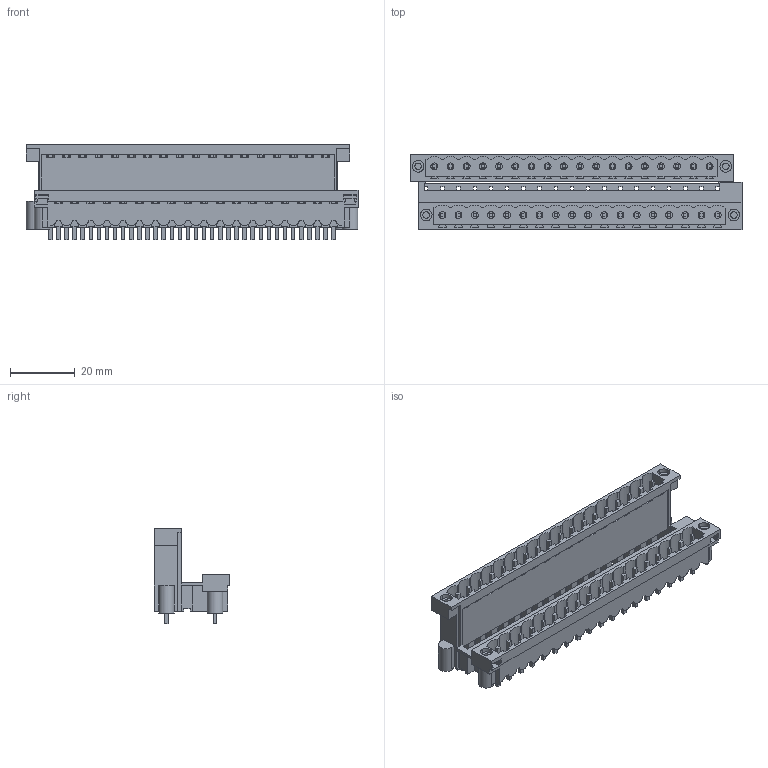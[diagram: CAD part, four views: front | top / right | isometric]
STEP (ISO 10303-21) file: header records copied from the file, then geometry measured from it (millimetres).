
FILE_DESCRIPTION(('CATIA V5 STEP Exchange','CAx-IF Rec.Pracs.--- Model Styling and Organization---1.2---2011-12-15'),'2;1');
FILE_NAME ('D1458337_0_1881470000_1881470000.stp','2018-03-30T11:56:28+00:00',('none'),('Weidmueller'),'CATIA Version 5-6 Release 2014','CATIA V5 STEP AP214','none');
FILE_SCHEMA(('AUTOMOTIVE_DESIGN { 1 0 10303 214 1 1 1 1 }'));
Length unit declared in the file: millimetre
Products named in the file (1): 1881470000
Bounding box: 102.5 x 23.43 x 29.36 mm (x, y, z)
Volume: 16368.5 mm3; surface area: 26126.1 mm2
Topology: 41 solids, 41 shells, 1447 faces, 4455 edges, 3041 vertices
Faces by surface type: plane 1286, cylinder 161
Entity records: 48867 total; most frequent: CARTESIAN_POINT 8942, ORIENTED_EDGE 8910, DIRECTION 6533, EDGE_CURVE 4455, VECTOR 4027, LINE 4027, VERTEX_POINT 3041, EDGE_LOOP 1598
